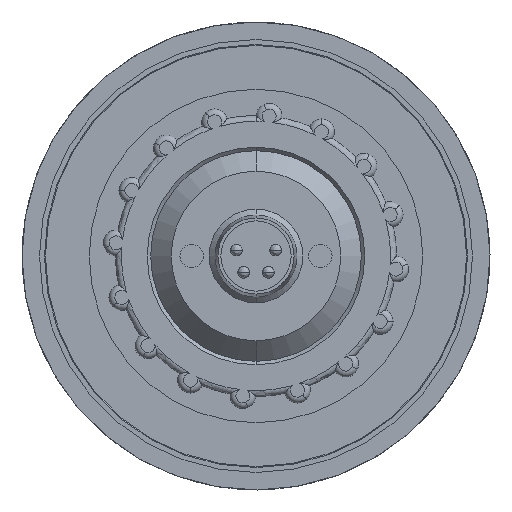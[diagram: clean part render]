
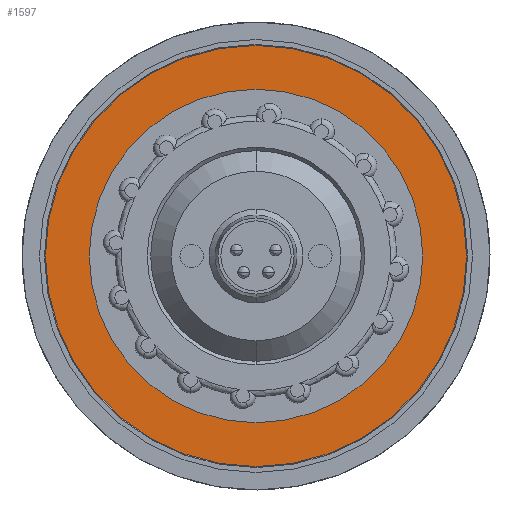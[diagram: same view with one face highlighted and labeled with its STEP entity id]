
A CAD part, front view. The second image highlights one B-rep face of the part: STEP entity #1597.
In plain terms, the highlighted planar face has unit normal (0, -1, 0).
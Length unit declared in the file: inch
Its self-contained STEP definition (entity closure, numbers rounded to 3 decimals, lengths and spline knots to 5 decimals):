
#75 = CIRCLE ( 'NONE', #1163, 0.45276 ) ;
#285 = CARTESIAN_POINT ( 'NONE',  ( 0., 0.1378, 0. ) ) ;
#324 = CARTESIAN_POINT ( 'NONE',  ( 0., 0.1378, -0.45276 ) ) ;
#381 = CARTESIAN_POINT ( 'NONE',  ( 0., 0.1378, -0.70866 ) ) ;
#454 = PLANE ( 'NONE',  #1077 ) ;
#581 = ORIENTED_EDGE ( 'NONE', *, *, #2012, .F. ) ;
#641 = DIRECTION ( 'NONE',  ( 0., -1., 0. ) ) ;
#835 = EDGE_LOOP ( 'NONE', ( #581, #1503 ) ) ;
#863 = AXIS2_PLACEMENT_3D ( 'NONE', #5988, #1313, #3404 ) ;
#995 = DIRECTION ( 'NONE',  ( 0., 0., 1. ) ) ;
#1051 = VERTEX_POINT ( 'NONE', #324 ) ;
#1077 = AXIS2_PLACEMENT_3D ( 'NONE', #6621, #5211, #995 ) ;
#1163 = AXIS2_PLACEMENT_3D ( 'NONE', #5869, #641, #1186 ) ;
#1186 = DIRECTION ( 'NONE',  ( 0., 0., -1. ) ) ;
#1313 = DIRECTION ( 'NONE',  ( 0., -1., 0. ) ) ;
#1485 = EDGE_CURVE ( 'NONE', #6452, #1051, #2389, .T. ) ;
#1503 = ORIENTED_EDGE ( 'NONE', *, *, #1485, .F. ) ;
#1527 = VERTEX_POINT ( 'NONE', #381 ) ;
#1597 = ADVANCED_FACE ( 'NONE', ( #4550, #2576 ), #454, .F. ) ;
#1950 = AXIS2_PLACEMENT_3D ( 'NONE', #4645, #4103, #6172 ) ;
#2012 = EDGE_CURVE ( 'NONE', #1051, #6452, #75, .T. ) ;
#2083 = CIRCLE ( 'NONE', #2632, 0.70866 ) ;
#2212 = CARTESIAN_POINT ( 'NONE',  ( 0., 0.1378, 0.70866 ) ) ;
#2389 = CIRCLE ( 'NONE', #863, 0.45276 ) ;
#2531 = VERTEX_POINT ( 'NONE', #2212 ) ;
#2576 = FACE_OUTER_BOUND ( 'NONE', #3141, .T. ) ;
#2632 = AXIS2_PLACEMENT_3D ( 'NONE', #285, #3548, #4594 ) ;
#2701 = EDGE_CURVE ( 'NONE', #1527, #2531, #2083, .T. ) ;
#3141 = EDGE_LOOP ( 'NONE', ( #4887, #3845 ) ) ;
#3404 = DIRECTION ( 'NONE',  ( 0., 0., -1. ) ) ;
#3548 = DIRECTION ( 'NONE',  ( 0., 1., 0. ) ) ;
#3570 = EDGE_CURVE ( 'NONE', #2531, #1527, #5113, .T. ) ;
#3845 = ORIENTED_EDGE ( 'NONE', *, *, #3570, .F. ) ;
#4103 = DIRECTION ( 'NONE',  ( 0., 1., 0. ) ) ;
#4550 = FACE_BOUND ( 'NONE', #835, .T. ) ;
#4594 = DIRECTION ( 'NONE',  ( 0., 0., -1. ) ) ;
#4645 = CARTESIAN_POINT ( 'NONE',  ( 0., 0.1378, 0. ) ) ;
#4887 = ORIENTED_EDGE ( 'NONE', *, *, #2701, .F. ) ;
#5113 = CIRCLE ( 'NONE', #1950, 0.70866 ) ;
#5211 = DIRECTION ( 'NONE',  ( 0., 1., 0. ) ) ;
#5624 = CARTESIAN_POINT ( 'NONE',  ( 0., 0.1378, 0.45276 ) ) ;
#5869 = CARTESIAN_POINT ( 'NONE',  ( 0., 0.1378, 0. ) ) ;
#5988 = CARTESIAN_POINT ( 'NONE',  ( 0., 0.1378, 0. ) ) ;
#6172 = DIRECTION ( 'NONE',  ( 0., 0., -1. ) ) ;
#6452 = VERTEX_POINT ( 'NONE', #5624 ) ;
#6621 = CARTESIAN_POINT ( 'NONE',  ( 0., 0.1378, 0. ) ) ;
